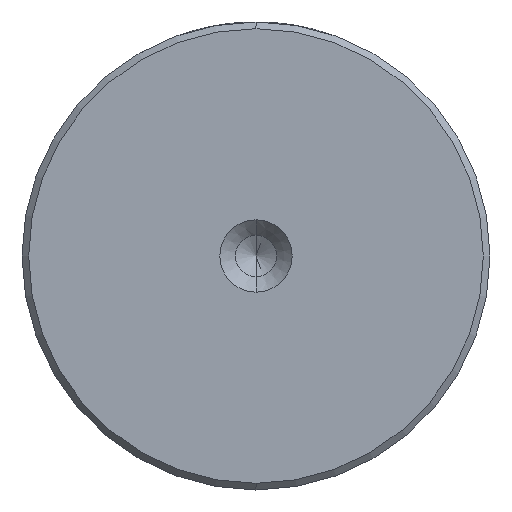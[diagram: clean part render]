
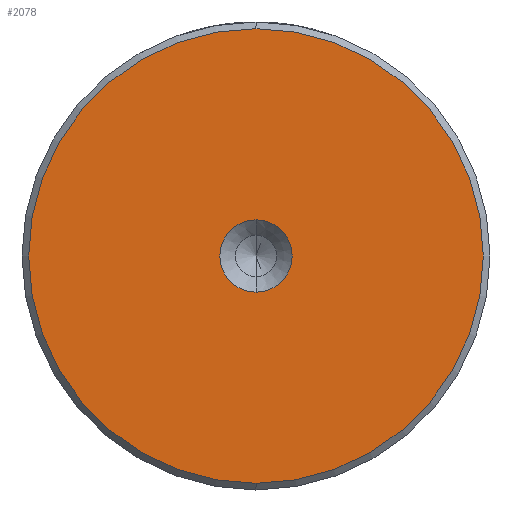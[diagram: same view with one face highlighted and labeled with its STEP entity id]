
A CAD part, left-side view. The second image highlights one B-rep face of the part: STEP entity #2078.
In plain terms, the highlighted planar face has unit normal (-1, 0, 0).
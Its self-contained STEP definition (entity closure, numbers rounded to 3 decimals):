
#61 = AXIS2_PLACEMENT_3D ( 'NONE', #910, #2364, #1123 ) ;
#64 = ORIENTED_EDGE ( 'NONE', *, *, #2246, .F. ) ;
#75 = PLANE ( 'NONE',  #1819 ) ;
#154 = EDGE_LOOP ( 'NONE', ( #776, #2063 ) ) ;
#283 = DIRECTION ( 'NONE',  ( 0., 0., 1. ) ) ;
#508 = FACE_OUTER_BOUND ( 'NONE', #154, .T. ) ;
#691 = CARTESIAN_POINT ( 'NONE',  ( 0., 0., 0. ) ) ;
#776 = ORIENTED_EDGE ( 'NONE', *, *, #831, .T. ) ;
#782 = CIRCLE ( 'NONE', #1956, 2.7 ) ;
#831 = EDGE_CURVE ( 'NONE', #1558, #2015, #1235, .T. ) ;
#856 = CIRCLE ( 'NONE', #2481, 2.7 ) ;
#896 = DIRECTION ( 'NONE',  ( 0., 0., 1. ) ) ;
#910 = CARTESIAN_POINT ( 'NONE',  ( 0., 0., 0. ) ) ;
#947 = DIRECTION ( 'NONE',  ( -1., 0., 0. ) ) ;
#996 = DIRECTION ( 'NONE',  ( -1., 0., 0. ) ) ;
#1123 = DIRECTION ( 'NONE',  ( 0., 0., 1. ) ) ;
#1133 = EDGE_LOOP ( 'NONE', ( #64, #1859 ) ) ;
#1200 = VERTEX_POINT ( 'NONE', #1261 ) ;
#1231 = AXIS2_PLACEMENT_3D ( 'NONE', #2249, #996, #2441 ) ;
#1235 = CIRCLE ( 'NONE', #1231, 17. ) ;
#1261 = CARTESIAN_POINT ( 'NONE',  ( 0., 0., -2.7 ) ) ;
#1305 = CARTESIAN_POINT ( 'NONE',  ( 0., 0., 17. ) ) ;
#1351 = EDGE_CURVE ( 'NONE', #1200, #1364, #782, .T. ) ;
#1364 = VERTEX_POINT ( 'NONE', #1773 ) ;
#1550 = DIRECTION ( 'NONE',  ( -1., 0., 0. ) ) ;
#1558 = VERTEX_POINT ( 'NONE', #2685 ) ;
#1560 = FACE_BOUND ( 'NONE', #1133, .T. ) ;
#1773 = CARTESIAN_POINT ( 'NONE',  ( 0., 0., 2.7 ) ) ;
#1819 = AXIS2_PLACEMENT_3D ( 'NONE', #2159, #1550, #283 ) ;
#1859 = ORIENTED_EDGE ( 'NONE', *, *, #1351, .F. ) ;
#1882 = CIRCLE ( 'NONE', #61, 17. ) ;
#1956 = AXIS2_PLACEMENT_3D ( 'NONE', #2197, #947, #2391 ) ;
#2015 = VERTEX_POINT ( 'NONE', #1305 ) ;
#2063 = ORIENTED_EDGE ( 'NONE', *, *, #2277, .T. ) ;
#2078 = ADVANCED_FACE ( 'NONE', ( #508, #1560 ), #75, .T. ) ;
#2148 = DIRECTION ( 'NONE',  ( -1., 0., 0. ) ) ;
#2159 = CARTESIAN_POINT ( 'NONE',  ( 0., 0., 0. ) ) ;
#2197 = CARTESIAN_POINT ( 'NONE',  ( 0., 0., 0. ) ) ;
#2246 = EDGE_CURVE ( 'NONE', #1364, #1200, #856, .T. ) ;
#2249 = CARTESIAN_POINT ( 'NONE',  ( 0., 0., 0. ) ) ;
#2277 = EDGE_CURVE ( 'NONE', #2015, #1558, #1882, .T. ) ;
#2364 = DIRECTION ( 'NONE',  ( -1., 0., 0. ) ) ;
#2391 = DIRECTION ( 'NONE',  ( 0., 0., 1. ) ) ;
#2441 = DIRECTION ( 'NONE',  ( 0., 0., 1. ) ) ;
#2481 = AXIS2_PLACEMENT_3D ( 'NONE', #691, #2148, #896 ) ;
#2685 = CARTESIAN_POINT ( 'NONE',  ( 0., 0., -17. ) ) ;
